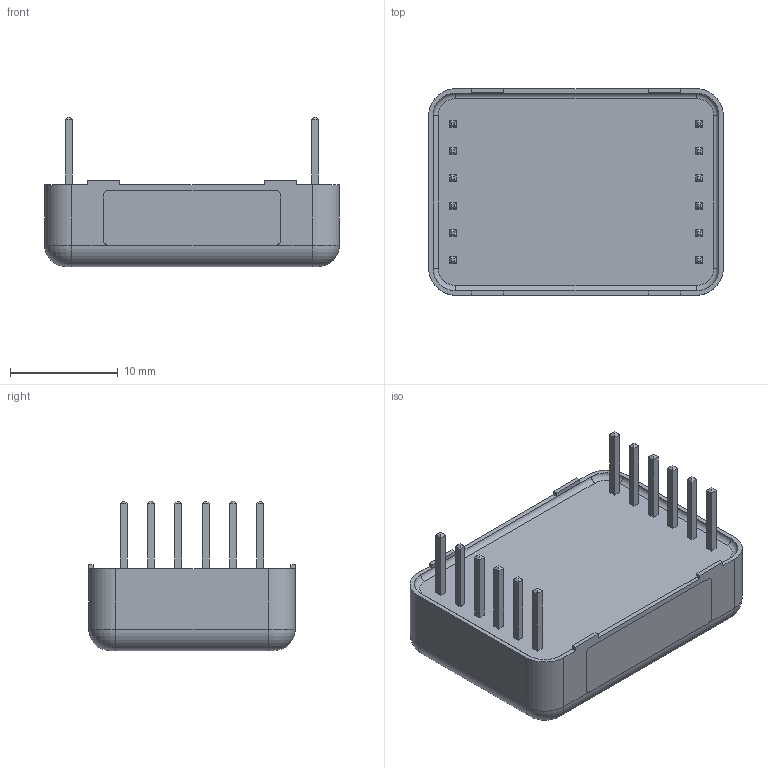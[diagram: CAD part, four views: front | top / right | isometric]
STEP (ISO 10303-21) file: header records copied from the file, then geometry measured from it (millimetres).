
FILE_DESCRIPTION(/* description */ ('Alibre Inc.'),/* implementation_level */ '2;1');
FILE_NAME(/* name */ 'export0',/* time_stamp */ '2018-10-24T18:00:17+02:00',/* author */ (''),/* organization */ (''),/* preprocessor_version */ 'ST-DEVELOPER v17',/* originating_system */ 'Alibre',/* authorisation */ '');
FILE_SCHEMA (('CONFIG_CONTROL_DESIGN'));
Length unit declared in the file: millimetre
Products named in the file (1): ID_1
Bounding box: 27.4 x 19.2 x 13.88 mm (x, y, z)
Volume: 612.2 mm3; surface area: 3746.7 mm2
Topology: 1 solids, 2 shells, 742 faces, 1808 edges, 1169 vertices
Faces by surface type: plane 614, cylinder 103, bspline 13, torus 12
Full cylindrical faces by diameter (mm): 0.4 x48, 0.629 x1, 0.637 x1, 1.3 x1
Entity records: 20447 total; most frequent: CARTESIAN_POINT 4278, ORIENTED_EDGE 3508, DIRECTION 2563, EDGE_CURVE 1754, VECTOR 1399, LINE 1399, VERTEX_POINT 1166, EDGE_LOOP 912
